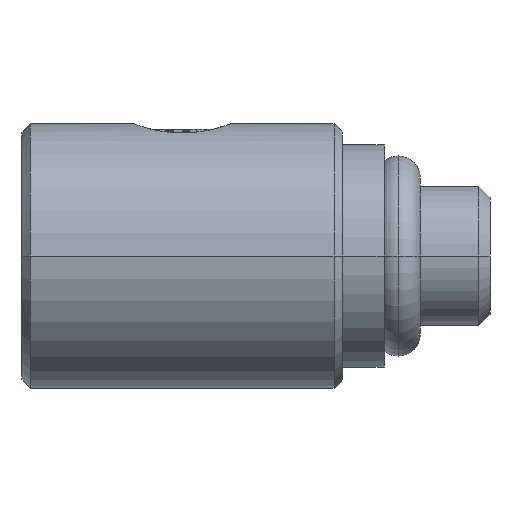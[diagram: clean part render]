
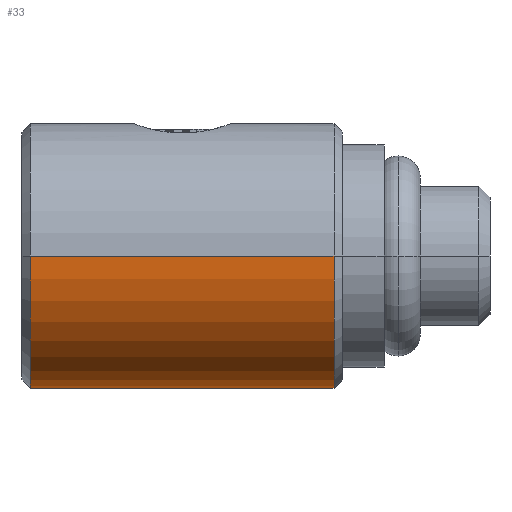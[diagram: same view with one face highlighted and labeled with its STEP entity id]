
A CAD part, left-side view. The second image highlights one B-rep face of the part: STEP entity #33.
In plain terms, the highlighted cylindrical face has radius 4.75 mm (diameter 9.5 mm), a partial arc.
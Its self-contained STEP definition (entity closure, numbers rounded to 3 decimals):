
#28=DIRECTION('',(1.0,0.0,0.0));
#33=ADVANCED_FACE('',(#122),#123,.T.);
#122=FACE_OUTER_BOUND('',#285,.T.);
#123=CYLINDRICAL_SURFACE('',#286,4.75);
#285=EDGE_LOOP('',(#461,#462,#463,#464,#465,#466));
#286=AXIS2_PLACEMENT_3D('',#467,#460,#28);
#460=DIRECTION('',(0.0,-1.0,-0.0));
#461=ORIENTED_EDGE('',*,*,#961,.F.);
#462=ORIENTED_EDGE('',*,*,#962,.T.);
#463=ORIENTED_EDGE('',*,*,#963,.F.);
#464=ORIENTED_EDGE('',*,*,#958,.F.);
#465=ORIENTED_EDGE('',*,*,#964,.F.);
#466=ORIENTED_EDGE('',*,*,#965,.T.);
#467=CARTESIAN_POINT('',(0.0,5.75,0.0));
#481=DIRECTION('',(0.0,1.0,0.0));
#554=DIRECTION('',(-0.0,-1.0,-0.0));
#833=DIRECTION('',(-0.0,1.0,0.0));
#958=EDGE_CURVE('',#1185,#1188,#1189,.T.);
#961=EDGE_CURVE('',#1193,#1194,#1195,.T.);
#962=EDGE_CURVE('',#1193,#1196,#1197,.T.);
#963=EDGE_CURVE('',#1188,#1196,#1198,.T.);
#964=EDGE_CURVE('',#1199,#1185,#1195,.T.);
#965=EDGE_CURVE('',#1199,#1194,#1200,.T.);
#1185=VERTEX_POINT('',#1477);
#1188=VERTEX_POINT('',#1481);
#1189=CIRCLE('',#1482,4.75);
#1193=VERTEX_POINT('',#1487);
#1194=VERTEX_POINT('',#1488);
#1195=LINE('',#1489,#1490);
#1196=VERTEX_POINT('',#1491);
#1197=CIRCLE('',#1492,4.75);
#1198=LINE('',#1493,#1494);
#1199=VERTEX_POINT('',#1495);
#1200=B_SPLINE_CURVE_WITH_KNOTS('',3,(#1495,#1496,#1497,#1498,#1499,#1500,#1501,#1502,#1503,#1504,#1505,#1506,#1507,#1508,#1509,#1510,#1511,#1512,#1513,#1514,#1515,#1516,#1517,#1518,#1519,#1520,#1521,#1522,#1523,#1524,#1525,#1526,#1527,#1528,#1488),.UNSPECIFIED.,.F.,.F.,(4,2,2,2,2,2,2,2,3,2,2,2,2,2,2,2,4),(14.05,14.633,15.216,15.799,16.382,16.969,17.557,18.145,18.733,19.321,19.909,20.497,21.084,21.667,22.25,22.833,23.416),.UNSPECIFIED.);
#1477=CARTESIAN_POINT('',(4.75,11.2,0.0));
#1481=CARTESIAN_POINT('',(-4.75,11.2,0.));
#1482=AXIS2_PLACEMENT_3D('',#1876,#833,#28);
#1487=CARTESIAN_POINT('',(4.75,0.3,0.0));
#1488=CARTESIAN_POINT('',(4.75,2.75,0.));
#1489=CARTESIAN_POINT('',(4.75,5.75,0.));
#1490=VECTOR('',#481,1.0);
#1491=CARTESIAN_POINT('',(-4.75,0.3,0.));
#1492=AXIS2_PLACEMENT_3D('',#1879,#833,#28);
#1493=CARTESIAN_POINT('',(-4.75,5.75,0.));
#1494=VECTOR('',#554,1.0);
#1495=CARTESIAN_POINT('',(4.75,8.75,0.0));
#1496=CARTESIAN_POINT('',(4.75,8.75,-0.194));
#1497=CARTESIAN_POINT('',(4.738,8.731,-0.394));
#1498=CARTESIAN_POINT('',(4.689,8.652,-0.786));
#1499=CARTESIAN_POINT('',(4.652,8.592,-0.98));
#1500=CARTESIAN_POINT('',(4.559,8.437,-1.348));
#1501=CARTESIAN_POINT('',(4.502,8.342,-1.523));
#1502=CARTESIAN_POINT('',(4.38,8.124,-1.845));
#1503=CARTESIAN_POINT('',(4.315,8.001,-1.992));
#1504=CARTESIAN_POINT('',(4.185,7.741,-2.252));
#1505=CARTESIAN_POINT('',(4.116,7.593,-2.375));
#1506=CARTESIAN_POINT('',(3.982,7.272,-2.593));
#1507=CARTESIAN_POINT('',(3.918,7.097,-2.688));
#1508=CARTESIAN_POINT('',(3.807,6.731,-2.842));
#1509=CARTESIAN_POINT('',(3.761,6.538,-2.902));
#1510=CARTESIAN_POINT('',(3.699,6.146,-2.981));
#1511=CARTESIAN_POINT('',(3.683,5.946,-3.0));
#1512=CARTESIAN_POINT('',(3.683,5.75,-3.0));
#1513=CARTESIAN_POINT('',(3.683,5.554,-3.0));
#1514=CARTESIAN_POINT('',(3.699,5.354,-2.981));
#1515=CARTESIAN_POINT('',(3.761,4.962,-2.902));
#1516=CARTESIAN_POINT('',(3.807,4.769,-2.842));
#1517=CARTESIAN_POINT('',(3.918,4.403,-2.688));
#1518=CARTESIAN_POINT('',(3.982,4.228,-2.593));
#1519=CARTESIAN_POINT('',(4.116,3.907,-2.375));
#1520=CARTESIAN_POINT('',(4.185,3.759,-2.252));
#1521=CARTESIAN_POINT('',(4.315,3.499,-1.992));
#1522=CARTESIAN_POINT('',(4.38,3.376,-1.845));
#1523=CARTESIAN_POINT('',(4.502,3.158,-1.523));
#1524=CARTESIAN_POINT('',(4.559,3.063,-1.348));
#1525=CARTESIAN_POINT('',(4.652,2.908,-0.98));
#1526=CARTESIAN_POINT('',(4.689,2.848,-0.786));
#1527=CARTESIAN_POINT('',(4.738,2.769,-0.394));
#1528=CARTESIAN_POINT('',(4.75,2.75,-0.194));
#1876=CARTESIAN_POINT('',(0.0,11.2,0.0));
#1879=CARTESIAN_POINT('',(0.0,0.3,0.0));
